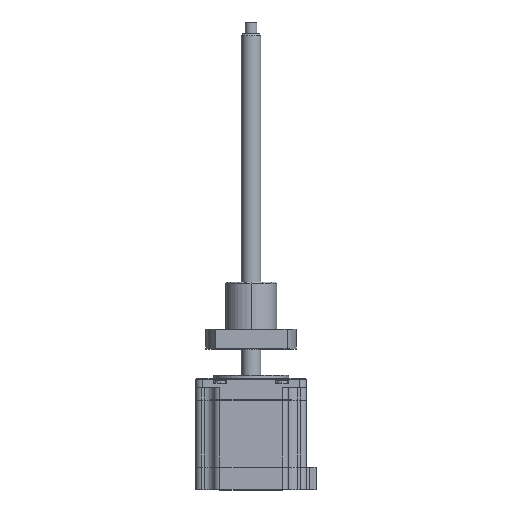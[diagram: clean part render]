
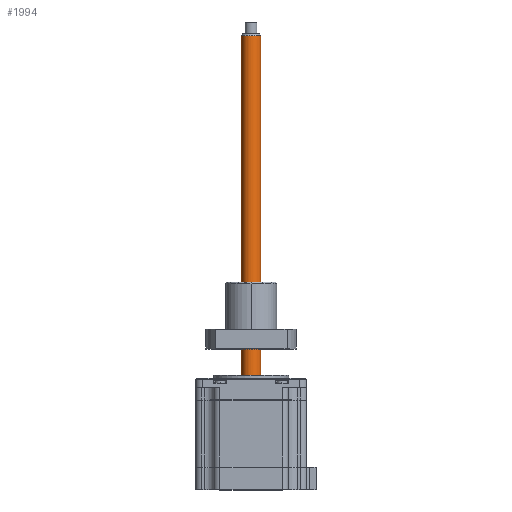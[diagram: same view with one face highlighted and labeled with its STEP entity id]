
A CAD part, top view. The second image highlights one B-rep face of the part: STEP entity #1994.
In plain terms, the highlighted cylindrical face has radius 5 mm (diameter 10 mm), a partial arc.
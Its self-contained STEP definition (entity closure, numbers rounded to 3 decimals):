
#367 = CARTESIAN_POINT ( 'NONE',  ( -16.379, 159.328, 63.65 ) ) ;
#438 = DIRECTION ( 'NONE',  ( -1., 0., 0.004 ) ) ;
#469 = DIRECTION ( 'NONE',  ( 0., -1., 0. ) ) ;
#498 = EDGE_CURVE ( 'NONE', #11247, #3492, #6328, .T. ) ;
#1014 = CARTESIAN_POINT ( 'NONE',  ( -11.379, 159.328, 63.632 ) ) ;
#1557 = ORIENTED_EDGE ( 'NONE', *, *, #498, .T. ) ;
#1672 = DIRECTION ( 'NONE',  ( 1., 0., -0.004 ) ) ;
#1994 = ADVANCED_FACE ( 'NONE', ( #2997 ), #11103, .T. ) ;
#2455 = VECTOR ( 'NONE', #9456, 1000. ) ;
#2491 = CARTESIAN_POINT ( 'NONE',  ( -21.379, 158.328, 63.668 ) ) ;
#2812 = CARTESIAN_POINT ( 'NONE',  ( -16.379, -15.672, 63.65 ) ) ;
#2819 = LINE ( 'NONE', #4229, #13764 ) ;
#2997 = FACE_OUTER_BOUND ( 'NONE', #9817, .T. ) ;
#3107 = AXIS2_PLACEMENT_3D ( 'NONE', #13772, #3118, #1672 ) ;
#3118 = DIRECTION ( 'NONE',  ( 0., -1., 0. ) ) ;
#3350 = AXIS2_PLACEMENT_3D ( 'NONE', #2812, #10202, #3907 ) ;
#3492 = VERTEX_POINT ( 'NONE', #2491 ) ;
#3819 = EDGE_CURVE ( 'NONE', #11247, #9742, #10895, .T. ) ;
#3907 = DIRECTION ( 'NONE',  ( -1., 0., 0.004 ) ) ;
#3929 = ORIENTED_EDGE ( 'NONE', *, *, #3819, .F. ) ;
#4229 = CARTESIAN_POINT ( 'NONE',  ( -21.379, 159.328, 63.668 ) ) ;
#5330 = ORIENTED_EDGE ( 'NONE', *, *, #8626, .F. ) ;
#6328 = CIRCLE ( 'NONE', #3107, 5. ) ;
#6377 = CARTESIAN_POINT ( 'NONE',  ( -11.379, -15.672, 63.632 ) ) ;
#6659 = VERTEX_POINT ( 'NONE', #9092 ) ;
#8626 = EDGE_CURVE ( 'NONE', #9742, #6659, #12951, .T. ) ;
#8847 = EDGE_CURVE ( 'NONE', #3492, #6659, #2819, .T. ) ;
#9092 = CARTESIAN_POINT ( 'NONE',  ( -21.379, -15.672, 63.668 ) ) ;
#9456 = DIRECTION ( 'NONE',  ( 0., -1., 0. ) ) ;
#9742 = VERTEX_POINT ( 'NONE', #6377 ) ;
#9817 = EDGE_LOOP ( 'NONE', ( #3929, #1557, #11481, #5330 ) ) ;
#10202 = DIRECTION ( 'NONE',  ( 0., -1., 0. ) ) ;
#10895 = LINE ( 'NONE', #1014, #2455 ) ;
#11103 = CYLINDRICAL_SURFACE ( 'NONE', #12167, 5. ) ;
#11247 = VERTEX_POINT ( 'NONE', #13450 ) ;
#11481 = ORIENTED_EDGE ( 'NONE', *, *, #8847, .T. ) ;
#12167 = AXIS2_PLACEMENT_3D ( 'NONE', #367, #469, #438 ) ;
#12680 = DIRECTION ( 'NONE',  ( 0., -1., 0. ) ) ;
#12951 = CIRCLE ( 'NONE', #3350, 5. ) ;
#13450 = CARTESIAN_POINT ( 'NONE',  ( -11.379, 158.328, 63.632 ) ) ;
#13764 = VECTOR ( 'NONE', #12680, 1000. ) ;
#13772 = CARTESIAN_POINT ( 'NONE',  ( -16.379, 158.328, 63.65 ) ) ;
